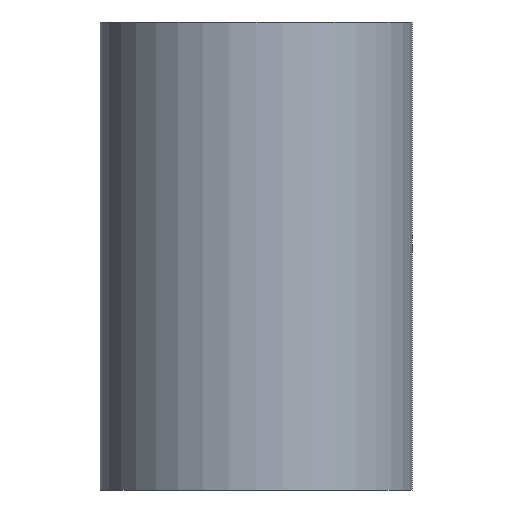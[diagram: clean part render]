
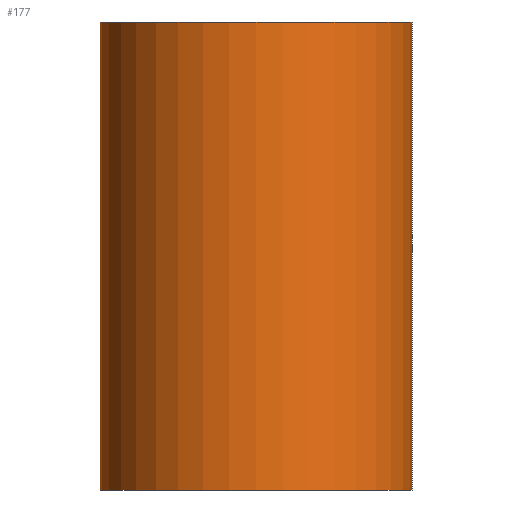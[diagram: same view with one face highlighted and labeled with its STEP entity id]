
A CAD part, front view. The second image highlights one B-rep face of the part: STEP entity #177.
In plain terms, the highlighted cylindrical face has radius 25 mm (diameter 50 mm), a partial arc.
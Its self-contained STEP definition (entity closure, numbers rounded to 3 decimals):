
#15 = DIRECTION ( 'NONE',  ( 1., 0., 0. ) ) ;
#16 = EDGE_LOOP ( 'NONE', ( #294, #149, #241, #261 ) ) ;
#23 = AXIS2_PLACEMENT_3D ( 'NONE', #285, #29, #66 ) ;
#29 = DIRECTION ( 'NONE',  ( 0., 0., 1. ) ) ;
#53 = CARTESIAN_POINT ( 'NONE',  ( -25., 0., 75. ) ) ;
#57 = VERTEX_POINT ( 'NONE', #53 ) ;
#66 = DIRECTION ( 'NONE',  ( 1., 0., 0. ) ) ;
#74 = CYLINDRICAL_SURFACE ( 'NONE', #86, 25. ) ;
#79 = EDGE_CURVE ( 'NONE', #120, #218, #290, .T. ) ;
#83 = EDGE_CURVE ( 'NONE', #57, #258, #233, .T. ) ;
#86 = AXIS2_PLACEMENT_3D ( 'NONE', #326, #183, #125 ) ;
#98 = VECTOR ( 'NONE', #102, 1000. ) ;
#102 = DIRECTION ( 'NONE',  ( 0., 0., 1. ) ) ;
#103 = DIRECTION ( 'NONE',  ( 0., 0., 1. ) ) ;
#119 = DIRECTION ( 'NONE',  ( 0., 0., 1. ) ) ;
#120 = VERTEX_POINT ( 'NONE', #234 ) ;
#125 = DIRECTION ( 'NONE',  ( 1., 0., 0. ) ) ;
#148 = EDGE_CURVE ( 'NONE', #120, #57, #205, .T. ) ;
#149 = ORIENTED_EDGE ( 'NONE', *, *, #79, .T. ) ;
#150 = CARTESIAN_POINT ( 'NONE',  ( 25., 0., 0. ) ) ;
#163 = AXIS2_PLACEMENT_3D ( 'NONE', #185, #119, #15 ) ;
#177 = ADVANCED_FACE ( 'NONE', ( #221 ), #74, .T. ) ;
#180 = CARTESIAN_POINT ( 'NONE',  ( -25., 0., 40. ) ) ;
#183 = DIRECTION ( 'NONE',  ( 0., 0., 1. ) ) ;
#185 = CARTESIAN_POINT ( 'NONE',  ( 0., 0., 0. ) ) ;
#200 = CARTESIAN_POINT ( 'NONE',  ( 25., 0., 75. ) ) ;
#205 = LINE ( 'NONE', #180, #98 ) ;
#218 = VERTEX_POINT ( 'NONE', #150 ) ;
#221 = FACE_OUTER_BOUND ( 'NONE', #16, .T. ) ;
#223 = CARTESIAN_POINT ( 'NONE',  ( 25., 0., 40. ) ) ;
#233 = CIRCLE ( 'NONE', #23, 25. ) ;
#234 = CARTESIAN_POINT ( 'NONE',  ( -25., 0., 0. ) ) ;
#241 = ORIENTED_EDGE ( 'NONE', *, *, #308, .T. ) ;
#258 = VERTEX_POINT ( 'NONE', #200 ) ;
#261 = ORIENTED_EDGE ( 'NONE', *, *, #83, .F. ) ;
#285 = CARTESIAN_POINT ( 'NONE',  ( 0., 0., 75. ) ) ;
#287 = VECTOR ( 'NONE', #103, 1000. ) ;
#290 = CIRCLE ( 'NONE', #163, 25. ) ;
#294 = ORIENTED_EDGE ( 'NONE', *, *, #148, .F. ) ;
#301 = LINE ( 'NONE', #223, #287 ) ;
#308 = EDGE_CURVE ( 'NONE', #218, #258, #301, .T. ) ;
#326 = CARTESIAN_POINT ( 'NONE',  ( 0., 0., 40. ) ) ;
